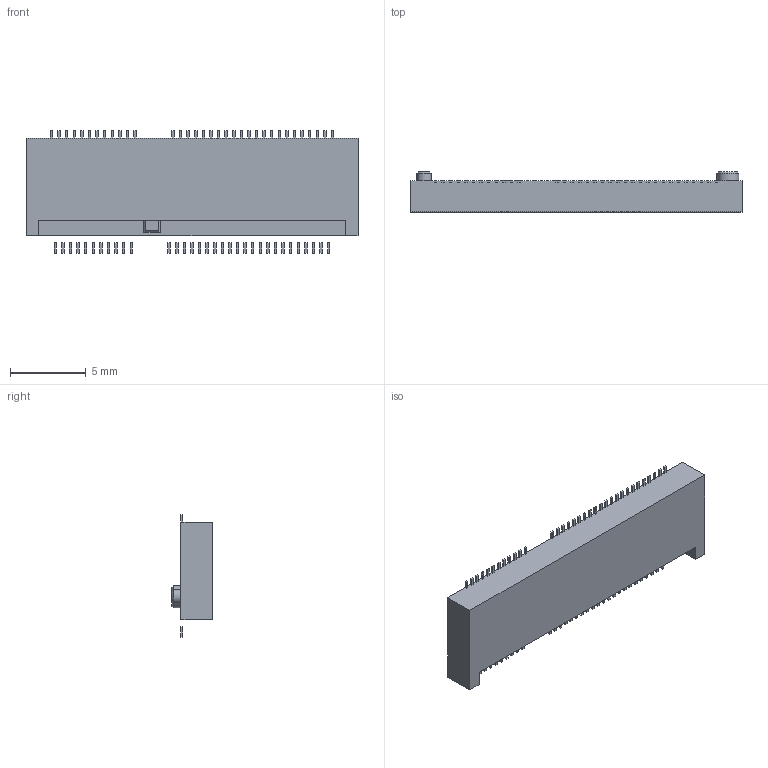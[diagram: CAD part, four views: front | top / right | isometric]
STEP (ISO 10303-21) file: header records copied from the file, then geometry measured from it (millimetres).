
FILE_DESCRIPTION(/* description */ (''),/* implementation_level */ '2;1');
FILE_NAME(/* name */ 'M.2 Connector E-Key v2.step',/* time_stamp */ '2025-09-02T18:32:36+02:00',/* author */ (''),/* organization */ (''),/* preprocessor_version */ 'ST-DEVELOPER v20.1',/* originating_system */ 'Autodesk Translation Framework v14.10.0.0',/* authorisation */ '');
FILE_SCHEMA (('AUTOMOTIVE_DESIGN { 1 0 10303 214 3 1 1 }'));
Length unit declared in the file: millimetre
Products named in the file (2): M.2 Connector E-Key; Pins
Assembly tree (1 placements, depth 2):
  M.2 Connector E-Key
    Pins
Bounding box: 21.85 x 2.65 x 8.07 mm (x, y, z)
Volume: 217.3 mm3; surface area: 528.8 mm2
Topology: 70 solids, 70 shells, 430 faces, 866 edges, 576 vertices
Faces by surface type: plane 426, cone 2, cylinder 2
Full cylindrical faces by diameter (mm): 0.95 x1, 1.45 x1
Entity records: 10930 total; most frequent: CARTESIAN_POINT 1875, DIRECTION 1738, ORIENTED_EDGE 1732, EDGE_CURVE 866, LINE 860, VECTOR 860, VERTEX_POINT 576, AXIS2_PLACEMENT_3D 439
